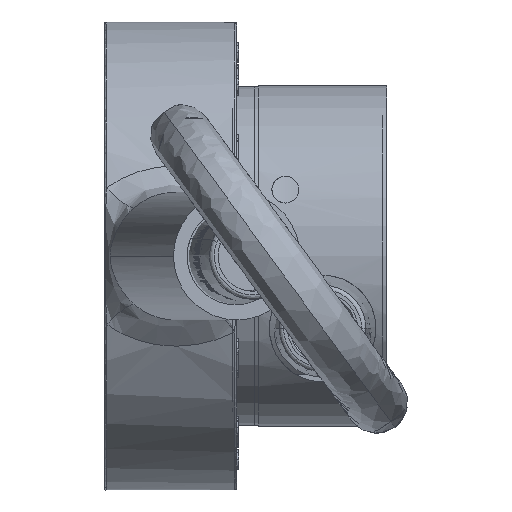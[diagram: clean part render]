
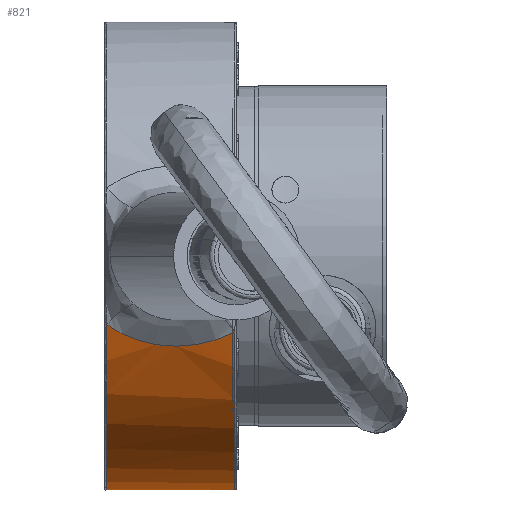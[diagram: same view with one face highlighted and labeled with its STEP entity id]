
A CAD part, left-side view. The second image highlights one B-rep face of the part: STEP entity #821.
In plain terms, the highlighted cylindrical face has radius 55 mm (diameter 110 mm), a partial arc.
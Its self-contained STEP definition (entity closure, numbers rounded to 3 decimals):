
#292 = VERTEX_POINT ( 'NONE', #5242 ) ;
#641 = CARTESIAN_POINT ( 'NONE',  ( -20.875, 109.082, -5.379 ) ) ;
#821 = ADVANCED_FACE ( 'NONE', ( #19347 ), #20785, .T. ) ;
#845 = CARTESIAN_POINT ( 'NONE',  ( -19.171, 107.468, -11.923 ) ) ;
#1039 = CARTESIAN_POINT ( 'NONE',  ( -20.084, 108.215, -9.182 ) ) ;
#1227 = CARTESIAN_POINT ( 'NONE',  ( -20.766, 110.306, 3.449 ) ) ;
#1316 = CARTESIAN_POINT ( 'NONE',  ( -16.797, 110.345, 13.906 ) ) ;
#1521 = CARTESIAN_POINT ( 'NONE',  ( -20.912, 110.225, 2.471 ) ) ;
#1662 = ORIENTED_EDGE ( 'NONE', *, *, #2809, .T. ) ;
#1880 = CARTESIAN_POINT ( 'NONE',  ( 0., 162.338, 7.48 ) ) ;
#2079 = DIRECTION ( 'NONE',  ( 0., 0.99, -0.142 ) ) ;
#2809 = EDGE_CURVE ( 'NONE', #6429, #25217, #27474, .T. ) ;
#2948 = CARTESIAN_POINT ( 'NONE',  ( -21.107, 109.505, -3.107 ) ) ;
#3038 = CARTESIAN_POINT ( 'NONE',  ( -21.143, 109.897, -0.487 ) ) ;
#3132 = CARTESIAN_POINT ( 'NONE',  ( -21.132, 109.939, -0.159 ) ) ;
#3190 = CARTESIAN_POINT ( 'NONE',  ( 0., 158.07, -22.215 ) ) ;
#3512 = CARTESIAN_POINT ( 'NONE',  ( 0., 216.849, 0.15 ) ) ;
#3518 = CARTESIAN_POINT ( 'NONE',  ( -19.433, 110.513, 8.568 ) ) ;
#3618 = CARTESIAN_POINT ( 'NONE',  ( -19.853, 110.494, 7.308 ) ) ;
#3709 = CARTESIAN_POINT ( 'NONE',  ( -21.125, 109.96, 0.004 ) ) ;
#3789 = CARTESIAN_POINT ( 'NONE',  ( -16.02, 110.258, 14.966 ) ) ;
#4072 = DIRECTION ( 'NONE',  ( 0., -0.142, -0.99 ) ) ;
#4309 = CARTESIAN_POINT ( 'NONE',  ( 0., 216.778, -0.345 ) ) ;
#4407 = CARTESIAN_POINT ( 'NONE',  ( -16.02, 110.258, 14.966 ) ) ;
#5242 = CARTESIAN_POINT ( 'NONE',  ( 0., 212.51, -30.04 ) ) ;
#5324 = CARTESIAN_POINT ( 'NONE',  ( -20.611, 108.743, -6.982 ) ) ;
#5518 = CARTESIAN_POINT ( 'NONE',  ( -20.169, 108.293, -8.871 ) ) ;
#5721 = CARTESIAN_POINT ( 'NONE',  ( -18.176, 110.465, 11.448 ) ) ;
#6007 = CARTESIAN_POINT ( 'NONE',  ( -18.811, 110.5, 10.105 ) ) ;
#6401 = EDGE_CURVE ( 'NONE', #25217, #292, #15516, .T. ) ;
#6429 = VERTEX_POINT ( 'NONE', #4407 ) ;
#6782 = AXIS2_PLACEMENT_3D ( 'NONE', #1880, #15428, #2079 ) ;
#7530 = CARTESIAN_POINT ( 'NONE',  ( -18.405, 106.934, -13.682 ) ) ;
#8103 = CARTESIAN_POINT ( 'NONE',  ( -21.083, 110.061, 0.83 ) ) ;
#8887 = VERTEX_POINT ( 'NONE', #20541 ) ;
#9738 = CARTESIAN_POINT ( 'NONE',  ( -20.328, 108.446, -8.247 ) ) ;
#9916 = CARTESIAN_POINT ( 'NONE',  ( -20.402, 108.521, -7.935 ) ) ;
#10203 = CARTESIAN_POINT ( 'NONE',  ( -19.701, 110.502, 7.778 ) ) ;
#10493 = CARTESIAN_POINT ( 'NONE',  ( -20.528, 110.396, 4.752 ) ) ;
#11097 = EDGE_LOOP ( 'NONE', ( #1662, #12927, #23511, #14609 ) ) ;
#12209 = CARTESIAN_POINT ( 'NONE',  ( -21.024, 109.33, -4.086 ) ) ;
#12593 = CARTESIAN_POINT ( 'NONE',  ( -17.49, 110.415, 12.783 ) ) ;
#12779 = CARTESIAN_POINT ( 'NONE',  ( -19.198, 110.512, 9.19 ) ) ;
#12927 = ORIENTED_EDGE ( 'NONE', *, *, #6401, .T. ) ;
#12968 = EDGE_CURVE ( 'NONE', #292, #8887, #19975, .T. ) ;
#14416 = CARTESIAN_POINT ( 'NONE',  ( -19.814, 107.975, -10.107 ) ) ;
#14464 = VECTOR ( 'NONE', #28412, 1000. ) ;
#14609 = ORIENTED_EDGE ( 'NONE', *, *, #25035, .T. ) ;
#14757 = AXIS2_PLACEMENT_3D ( 'NONE', #3190, #14932, #23919 ) ;
#14788 = B_SPLINE_CURVE_WITH_KNOTS ( 'NONE', 3,
 ( #28041, #21366, #7530, #26072, #845, #16776, #14416, #1039, #5518, #9738, #9916, #5324, #16878, #641, #25871, #28137, #12209, #21477, #2948, #16973, #19087, #25788, #3038, #3132, #3709, #8103, #21760, #1521, #14873, #1227, #17169, #24241, #10493, #23853, #28607, #17446, #3618, #28797, #10203, #3518, #12779, #6007, #17344, #21655, #21952, #5721, #12593, #1316, #3789 ),
 .UNSPECIFIED., .F., .F.,
 ( 4, 2, 2, 2, 2, 2, 2, 1, 2, 2, 2, 1, 2, 2, 2, 1, 2, 2, 2, 1, 2, 2, 2, 1, 2, 2, 4 ),
 ( 0., 0.062, 0.125, 0.187, 0.219, 0.25, 0.312, 0.344, 0.359, 0.375, 0.437, 0.469, 0.484, 0.5, 0.562, 0.594, 0.609, 0.625, 0.687, 0.719, 0.734, 0.75, 0.812, 0.844, 0.859, 0.875, 1. ),
 .UNSPECIFIED. ) ;
#14873 = CARTESIAN_POINT ( 'NONE',  ( -20.845, 110.268, 2.961 ) ) ;
#14932 = DIRECTION ( 'NONE',  ( 0., 0.142, 0.99 ) ) ;
#15428 = DIRECTION ( 'NONE',  ( 0., -0.142, -0.99 ) ) ;
#15516 = LINE ( 'NONE', #3512, #14464 ) ;
#16776 = CARTESIAN_POINT ( 'NONE',  ( -19.614, 107.81, -10.717 ) ) ;
#16878 = CARTESIAN_POINT ( 'NONE',  ( -20.73, 108.883, -6.343 ) ) ;
#16973 = CARTESIAN_POINT ( 'NONE',  ( -21.139, 109.613, -2.452 ) ) ;
#17053 = AXIS2_PLACEMENT_3D ( 'NONE', #19805, #4072, #17409 ) ;
#17169 = CARTESIAN_POINT ( 'NONE',  ( -20.711, 110.33, 3.774 ) ) ;
#17344 = CARTESIAN_POINT ( 'NONE',  ( -18.609, 110.492, 10.558 ) ) ;
#17409 = DIRECTION ( 'NONE',  ( 0., 0.99, -0.142 ) ) ;
#17446 = CARTESIAN_POINT ( 'NONE',  ( -19.999, 110.483, 6.835 ) ) ;
#19087 = CARTESIAN_POINT ( 'NONE',  ( -21.155, 109.761, -1.47 ) ) ;
#19347 = FACE_OUTER_BOUND ( 'NONE', #11097, .T. ) ;
#19805 = CARTESIAN_POINT ( 'NONE',  ( 0., 162.409, 7.975 ) ) ;
#19975 = CIRCLE ( 'NONE', #14757, 55. ) ;
#20541 = CARTESIAN_POINT ( 'NONE',  ( -17.823, 106.567, -14.812 ) ) ;
#20785 = CYLINDRICAL_SURFACE ( 'NONE', #17053, 55. ) ;
#21366 = CARTESIAN_POINT ( 'NONE',  ( -18.124, 106.751, -14.253 ) ) ;
#21477 = CARTESIAN_POINT ( 'NONE',  ( -21.039, 109.359, -3.925 ) ) ;
#21655 = CARTESIAN_POINT ( 'NONE',  ( -18.395, 110.479, 11.005 ) ) ;
#21760 = CARTESIAN_POINT ( 'NONE',  ( -21.028, 110.133, 1.488 ) ) ;
#21952 = CARTESIAN_POINT ( 'NONE',  ( -18.249, 110.47, 11.302 ) ) ;
#23511 = ORIENTED_EDGE ( 'NONE', *, *, #12968, .T. ) ;
#23853 = CARTESIAN_POINT ( 'NONE',  ( -20.383, 110.43, 5.398 ) ) ;
#23919 = DIRECTION ( 'NONE',  ( 0., 0.99, -0.142 ) ) ;
#24241 = CARTESIAN_POINT ( 'NONE',  ( -20.682, 110.341, 3.935 ) ) ;
#25035 = EDGE_CURVE ( 'NONE', #8887, #6429, #14788, .T. ) ;
#25217 = VERTEX_POINT ( 'NONE', #4309 ) ;
#25788 = CARTESIAN_POINT ( 'NONE',  ( -21.155, 109.832, -0.978 ) ) ;
#25871 = CARTESIAN_POINT ( 'NONE',  ( -20.939, 109.178, -4.896 ) ) ;
#26072 = CARTESIAN_POINT ( 'NONE',  ( -18.928, 107.292, -12.518 ) ) ;
#27474 = CIRCLE ( 'NONE', #6782, 55. ) ;
#28041 = CARTESIAN_POINT ( 'NONE',  ( -17.823, 106.567, -14.812 ) ) ;
#28137 = CARTESIAN_POINT ( 'NONE',  ( -20.992, 109.27, -4.411 ) ) ;
#28412 = DIRECTION ( 'NONE',  ( 0., -0.142, -0.99 ) ) ;
#28607 = CARTESIAN_POINT ( 'NONE',  ( -20.133, 110.468, 6.358 ) ) ;
#28797 = CARTESIAN_POINT ( 'NONE',  ( -19.752, 110.5, 7.622 ) ) ;
